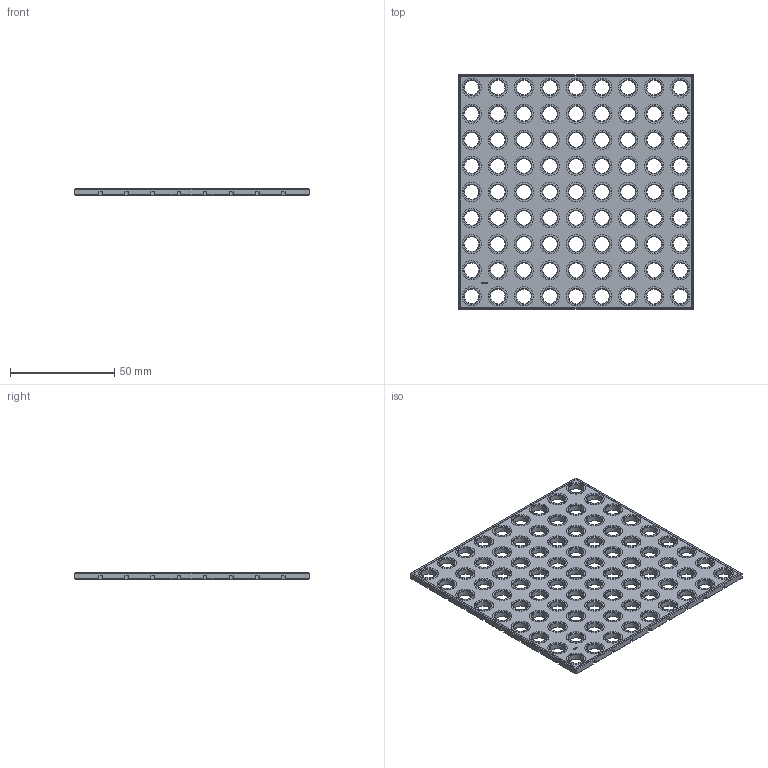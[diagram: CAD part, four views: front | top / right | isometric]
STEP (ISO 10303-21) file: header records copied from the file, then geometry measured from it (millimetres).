
FILE_DESCRIPTION(('FreeCAD Model'),'2;1');
FILE_NAME('Open CASCADE Shape Model','2024-02-25T16:39:46',(''),(''), 'Open CASCADE STEP processor 7.6','FreeCAD','Unknown');
FILE_SCHEMA(('AUTOMOTIVE_DESIGN { 1 0 10303 214 1 1 1 1 }'));
Products named in the file (1): Plate SQR CRNS BU09x00.25 - SPN-PLT-0068 (stemfie.org)
Bounding box: 112.5 x 112.5 x 3.12 mm (x, y, z)
Volume: 27227.3 mm3; surface area: 26840.7 mm2
Topology: 1 solids, 1 shells, 1446 faces, 3814 edges, 2486 vertices
Faces by surface type: plane 716, cylinder 386, extrusion 182, cone 162
Full cylindrical faces by diameter (mm): 7 x81, 9.2 x81
Entity records: 95902 total; most frequent: CARTESIAN_POINT 20291, DIRECTION 13492, VECTOR 8484, LINE 8302, ORIENTED_EDGE 7628, PCURVE 7628, DEFINITIONAL_REPRESENTATION 7628, EDGE_CURVE 3814
